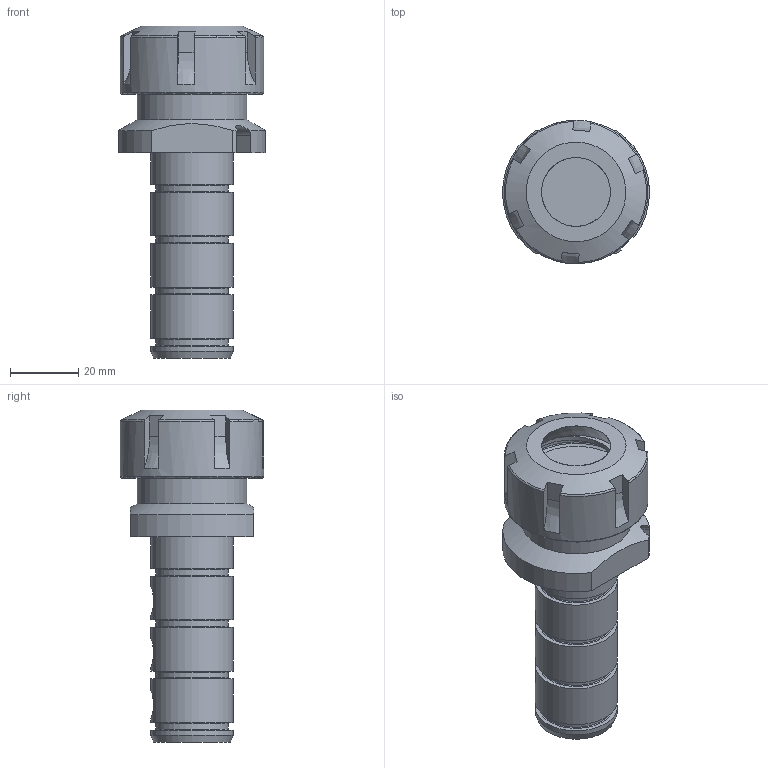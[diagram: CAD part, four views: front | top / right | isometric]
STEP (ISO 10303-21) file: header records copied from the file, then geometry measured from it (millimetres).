
FILE_DESCRIPTION(/* description */ (''),/* implementation_level */ '2;1');
FILE_NAME(/* name */ 'W9990575_stp.stp',/* time_stamp */ '2013-02-07T11:06:55+01:00',/* author */ (''),/* organization */ (''),/* preprocessor_version */ 'ST-DEVELOPER v11',/* originating_system */ 'SIEMENS PLM Software NX 7.5',/* authorisation */ '');
FILE_SCHEMA (('AUTOMOTIVE_DESIGN { 1 0 10303 214 1 1 1 1 }'));
Length unit declared in the file: millimetre
Products named in the file (1): furt4036u5wx
Bounding box: 43 x 41.98 x 97.06 mm (x, y, z)
Volume: 63007 mm3; surface area: 15266.9 mm2
Topology: 1 solids, 1 shells, 103 faces, 248 edges, 159 vertices
Faces by surface type: plane 42, cylinder 18, cone 17, torus 17, bspline 9
Full cylindrical faces by diameter (mm): 20.133 x1, 21.1 x4, 24 x5, 26 x1, 32 x1, 32.1 x1, 42 x1
Entity records: 3102 total; most frequent: CARTESIAN_POINT 1079, DIRECTION 391, ORIENTED_EDGE 376, EDGE_CURVE 188, AXIS2_PLACEMENT_3D 176, EDGE_LOOP 151, VERTEX_POINT 135, ADVANCED_FACE 103
